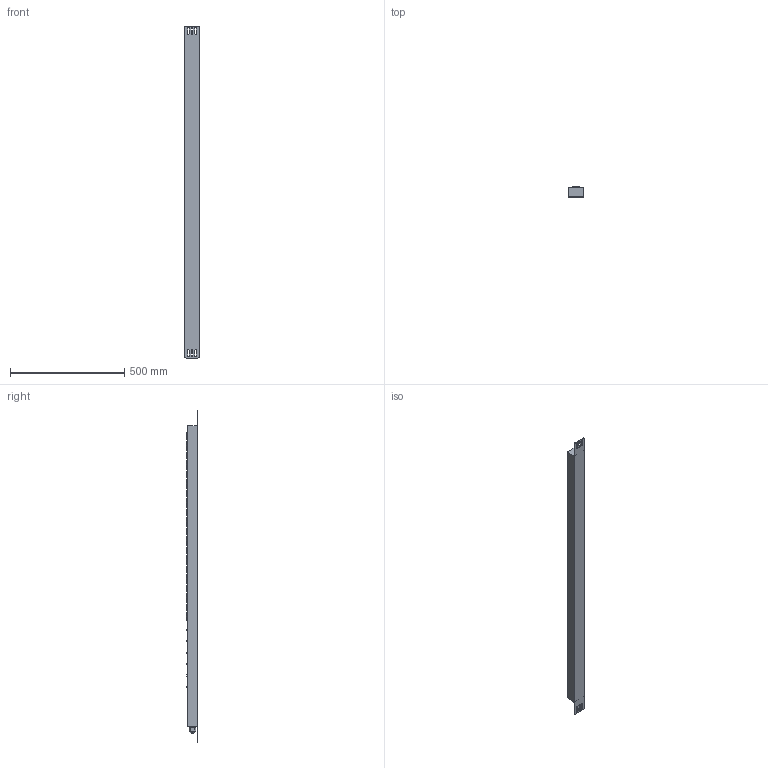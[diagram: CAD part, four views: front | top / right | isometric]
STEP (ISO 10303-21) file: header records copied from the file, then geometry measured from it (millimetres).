
FILE_DESCRIPTION (( 'STEP AP203' ), '1' );
FILE_NAME ('00078820 PDU PV22_20C13_06C19_41.STEP', '2022-10-21T09:03:40', ( '' ), ( '' ), 'SwSTEP 2.0', 'SolidWorks 2022', '' );
FILE_SCHEMA (( 'CONFIG_CONTROL_DESIGN' ));
Length unit declared in the file: millimetre
Products named in the file (1): 00078820 PDU PV22_20C13_06C19_41
Bounding box: 62 x 49 x 1456 mm (x, y, z)
Volume: 3633717.5 mm3; surface area: 377295.6 mm2
Topology: 1 solids, 1 shells, 1166 faces, 2913 edges, 1913 vertices
Faces by surface type: plane 976, cylinder 188, sphere 2
Entity records: 34366 total; most frequent: CARTESIAN_POINT 5993, ORIENTED_EDGE 5826, DIRECTION 5631, EDGE_CURVE 2913, LINE 2529, VECTOR 2529, VERTEX_POINT 1913, AXIS2_PLACEMENT_3D 1551
